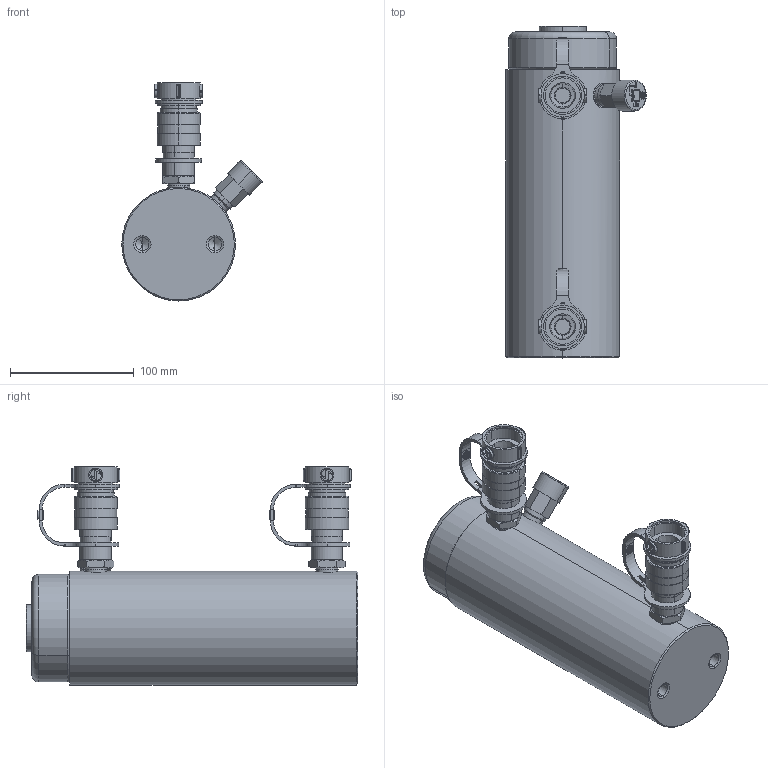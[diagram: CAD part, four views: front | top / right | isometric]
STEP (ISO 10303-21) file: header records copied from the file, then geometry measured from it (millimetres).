
FILE_DESCRIPTION (( 'STEP AP214' ), '1' );
FILE_NAME ('F2506.STEP', '2016-03-29T03:30:32', ( 'SF' ), ( '' ), 'SwSTEP 2.0', 'SolidWorks 2015', '' );
FILE_SCHEMA (( 'AUTOMOTIVE_DESIGN' ));
Length unit declared in the file: millimetre
Products named in the file (1): F2506
Bounding box: 113.58 x 268.29 x 176.37 mm (x, y, z)
Volume: 1479819.3 mm3; surface area: 295548 mm2
Topology: 18 solids, 18 shells, 1258 faces, 3032 edges, 1889 vertices
Faces by surface type: plane 431, cylinder 411, cone 194, bspline 146, torus 60, sphere 16
Entity records: 58377 total; most frequent: CARTESIAN_POINT 15732, ORIENTED_EDGE 6008, DIRECTION 5772, EDGE_CURVE 3004, AXIS2_PLACEMENT_3D 2175, VERTEX_POINT 1889, LINE 1422, VECTOR 1422
